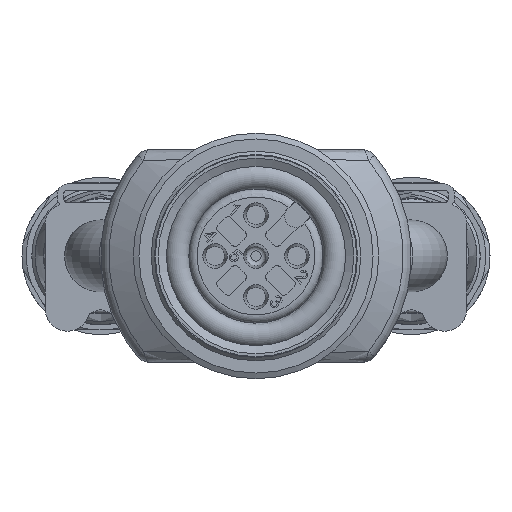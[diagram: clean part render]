
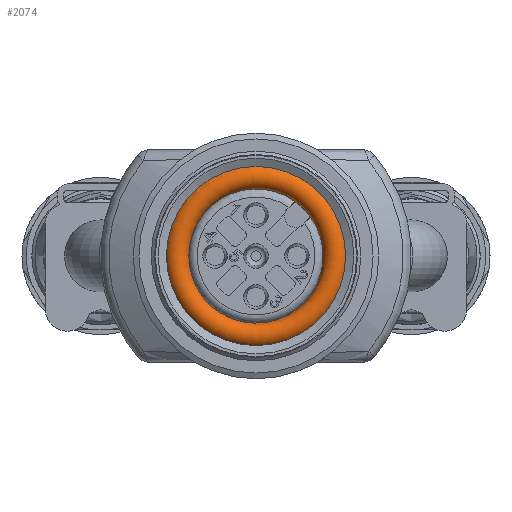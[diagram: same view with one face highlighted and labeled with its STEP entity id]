
A CAD part, front view. The second image highlights one B-rep face of the part: STEP entity #2074.
In plain terms, the highlighted toroidal (fillet/blend) face has major radius 4.845 mm and minor radius 0.75 mm.
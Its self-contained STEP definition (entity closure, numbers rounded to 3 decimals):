
#172=TOROIDAL_SURFACE('',#13308,4.845,0.75);
#584=FACE_BOUND('',#3811,.T.);
#585=FACE_BOUND('',#3812,.T.);
#586=FACE_BOUND('',#3813,.T.);
#966=B_SPLINE_CURVE_WITH_KNOTS('',3,(#19524,#19525,#19526,#19527,#19528,
#19529),.UNSPECIFIED.,.F.,.F.,(4,2,4),(0.,0.444,1.),
 .UNSPECIFIED.);
#967=B_SPLINE_CURVE_WITH_KNOTS('',3,(#19539,#19540,#19541,#19542,#19543,
#19544),.UNSPECIFIED.,.F.,.F.,(4,2,4),(0.,0.41,1.),
 .UNSPECIFIED.);
#1282=CIRCLE('',#13299,4.723);
#1283=CIRCLE('',#13302,4.1);
#1284=CIRCLE('',#13305,4.1);
#1285=CIRCLE('',#13307,5.475);
#2074=ADVANCED_FACE('',(#584,#585,#586),#172,.T.);
#3811=EDGE_LOOP('',(#5274,#5275,#5276,#5277));
#3812=EDGE_LOOP('',(#5278));
#3813=EDGE_LOOP('',(#5279));
#5274=ORIENTED_EDGE('',*,*,#9893,.F.);
#5275=ORIENTED_EDGE('',*,*,#9891,.T.);
#5276=ORIENTED_EDGE('',*,*,#9889,.F.);
#5277=ORIENTED_EDGE('',*,*,#9886,.T.);
#5278=ORIENTED_EDGE('',*,*,#9885,.F.);
#5279=ORIENTED_EDGE('',*,*,#9894,.T.);
#8545=VERTEX_POINT('',#19522);
#8546=VERTEX_POINT('',#19530);
#8547=VERTEX_POINT('',#19531);
#8548=VERTEX_POINT('',#19536);
#8549=VERTEX_POINT('',#19545);
#8550=VERTEX_POINT('',#19551);
#9885=EDGE_CURVE('',#8545,#8545,#1282,.T.);
#9886=EDGE_CURVE('',#8546,#8547,#966,.T.);
#9889=EDGE_CURVE('',#8546,#8548,#1283,.T.);
#9891=EDGE_CURVE('',#8549,#8548,#967,.T.);
#9893=EDGE_CURVE('',#8549,#8547,#1284,.T.);
#9894=EDGE_CURVE('',#8550,#8550,#1285,.T.);
#13299=AXIS2_PLACEMENT_3D('',#19521,#15111,#15112);
#13302=AXIS2_PLACEMENT_3D('',#19535,#15119,#15120);
#13305=AXIS2_PLACEMENT_3D('',#19548,#15127,#15128);
#13307=AXIS2_PLACEMENT_3D('',#19550,#15131,#15132);
#13308=AXIS2_PLACEMENT_3D('',#19552,#15133,#15134);
#15111=DIRECTION('',(0.,-1.,0.));
#15112=DIRECTION('',(-1.,0.,0.));
#15119=DIRECTION('',(0.,-1.,0.));
#15120=DIRECTION('',(-1.,0.,0.));
#15127=DIRECTION('',(0.,1.,0.));
#15128=DIRECTION('',(1.,0.,0.));
#15131=DIRECTION('',(0.,-1.,0.));
#15132=DIRECTION('',(-1.,0.,0.));
#15133=DIRECTION('',(0.,1.,0.));
#15134=DIRECTION('',(1.,0.,0.));
#19521=CARTESIAN_POINT('',(69.906,-60.656,0.));
#19522=CARTESIAN_POINT('',(65.183,-60.656,0.));
#19524=CARTESIAN_POINT('',(72.289,-61.483,3.337));
#19525=CARTESIAN_POINT('',(72.287,-61.457,3.335));
#19526=CARTESIAN_POINT('',(72.285,-61.432,3.334));
#19527=CARTESIAN_POINT('',(72.285,-61.374,3.333));
#19528=CARTESIAN_POINT('',(72.286,-61.342,3.334));
#19529=CARTESIAN_POINT('',(72.289,-61.31,3.337));
#19530=CARTESIAN_POINT('',(72.289,-61.483,3.337));
#19531=CARTESIAN_POINT('',(72.289,-61.31,3.337));
#19535=CARTESIAN_POINT('',(69.906,-61.483,0.));
#19536=CARTESIAN_POINT('',(73.243,-61.483,2.382));
#19539=CARTESIAN_POINT('',(73.243,-61.31,2.382));
#19540=CARTESIAN_POINT('',(73.241,-61.333,2.38));
#19541=CARTESIAN_POINT('',(73.24,-61.357,2.379));
#19542=CARTESIAN_POINT('',(73.239,-61.415,2.378));
#19543=CARTESIAN_POINT('',(73.24,-61.449,2.379));
#19544=CARTESIAN_POINT('',(73.243,-61.483,2.382));
#19545=CARTESIAN_POINT('',(73.243,-61.31,2.382));
#19548=CARTESIAN_POINT('',(69.906,-61.31,0.));
#19550=CARTESIAN_POINT('',(69.906,-61.803,0.));
#19551=CARTESIAN_POINT('',(64.431,-61.803,0.));
#19552=CARTESIAN_POINT('',(69.906,-61.396,0.));
